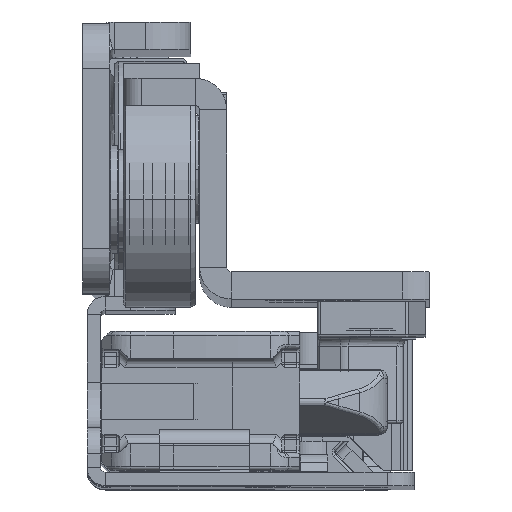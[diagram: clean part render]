
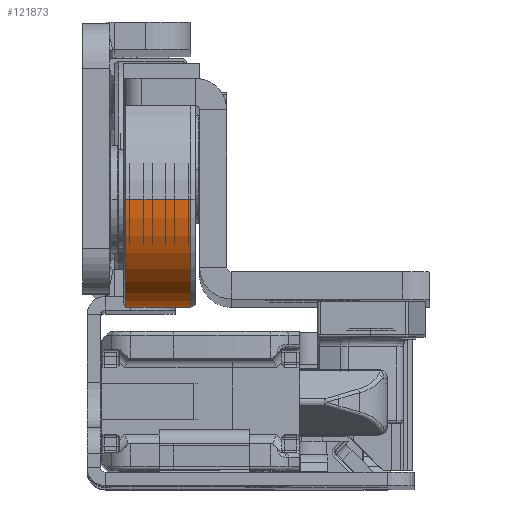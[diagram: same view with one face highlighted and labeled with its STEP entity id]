
A CAD part, top view. The second image highlights one B-rep face of the part: STEP entity #121873.
In plain terms, the highlighted cylindrical face has radius 12 mm (diameter 24 mm), a partial arc.
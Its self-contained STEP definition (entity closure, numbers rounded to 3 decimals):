
#1535 = CIRCLE ( 'NONE', #8047, 12. ) ;
#5953 = CARTESIAN_POINT ( 'NONE',  ( 7.711, 0., -12. ) ) ;
#8047 = AXIS2_PLACEMENT_3D ( 'NONE', #36375, #35691, #77139 ) ;
#9943 = ORIENTED_EDGE ( 'NONE', *, *, #99698, .T. ) ;
#20617 = AXIS2_PLACEMENT_3D ( 'NONE', #43936, #126854, #52114 ) ;
#20937 = CARTESIAN_POINT ( 'NONE',  ( 0., 0., -12. ) ) ;
#26805 = CARTESIAN_POINT ( 'NONE',  ( 0., 0., 12. ) ) ;
#32136 = CIRCLE ( 'NONE', #51628, 12. ) ;
#33079 = FACE_OUTER_BOUND ( 'NONE', #114266, .T. ) ;
#34972 = LINE ( 'NONE', #26805, #133017 ) ;
#35691 = DIRECTION ( 'NONE',  ( -1., 0., 0. ) ) ;
#36375 = CARTESIAN_POINT ( 'NONE',  ( 7.711, 0., 0. ) ) ;
#36733 = EDGE_CURVE ( 'NONE', #76705, #79266, #34972, .T. ) ;
#41333 = VERTEX_POINT ( 'NONE', #5953 ) ;
#41912 = CYLINDRICAL_SURFACE ( 'NONE', #20617, 12. ) ;
#42941 = CARTESIAN_POINT ( 'NONE',  ( 0.5, 0., 0. ) ) ;
#43936 = CARTESIAN_POINT ( 'NONE',  ( 0., 0., 0. ) ) ;
#44386 = CARTESIAN_POINT ( 'NONE',  ( 7.711, 0., 12. ) ) ;
#45180 = DIRECTION ( 'NONE',  ( -1., 0., 0. ) ) ;
#51628 = AXIS2_PLACEMENT_3D ( 'NONE', #42941, #93258, #117017 ) ;
#52114 = DIRECTION ( 'NONE',  ( 0., 0., 1. ) ) ;
#53998 = VECTOR ( 'NONE', #101190, 1000. ) ;
#56687 = ORIENTED_EDGE ( 'NONE', *, *, #36733, .F. ) ;
#67362 = VERTEX_POINT ( 'NONE', #110514 ) ;
#71240 = LINE ( 'NONE', #20937, #53998 ) ;
#74713 = EDGE_CURVE ( 'NONE', #41333, #67362, #71240, .T. ) ;
#76531 = EDGE_CURVE ( 'NONE', #76705, #41333, #1535, .T. ) ;
#76705 = VERTEX_POINT ( 'NONE', #44386 ) ;
#77139 = DIRECTION ( 'NONE',  ( 0., 0., 1. ) ) ;
#79266 = VERTEX_POINT ( 'NONE', #87919 ) ;
#87919 = CARTESIAN_POINT ( 'NONE',  ( 0.5, 0., 12. ) ) ;
#93258 = DIRECTION ( 'NONE',  ( 1., 0., 0. ) ) ;
#97347 = ORIENTED_EDGE ( 'NONE', *, *, #74713, .T. ) ;
#99698 = EDGE_CURVE ( 'NONE', #67362, #79266, #32136, .T. ) ;
#101190 = DIRECTION ( 'NONE',  ( -1., 0., 0. ) ) ;
#110514 = CARTESIAN_POINT ( 'NONE',  ( 0.5, 0., -12. ) ) ;
#112170 = ORIENTED_EDGE ( 'NONE', *, *, #76531, .T. ) ;
#114266 = EDGE_LOOP ( 'NONE', ( #112170, #97347, #9943, #56687 ) ) ;
#117017 = DIRECTION ( 'NONE',  ( 0., 0., -1. ) ) ;
#121873 = ADVANCED_FACE ( 'NONE', ( #33079 ), #41912, .T. ) ;
#126854 = DIRECTION ( 'NONE',  ( -1., 0., 0. ) ) ;
#133017 = VECTOR ( 'NONE', #45180, 1000. ) ;
